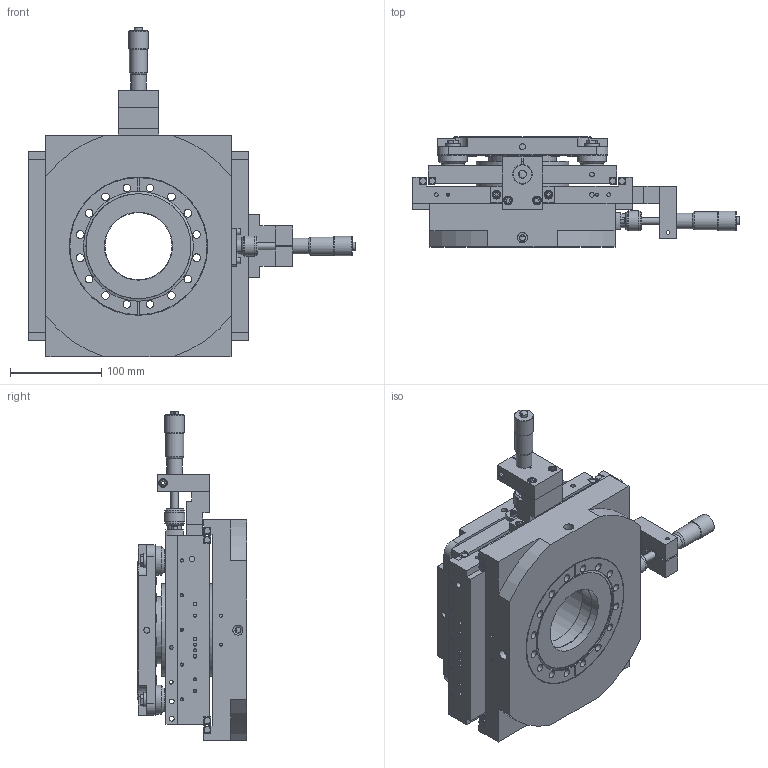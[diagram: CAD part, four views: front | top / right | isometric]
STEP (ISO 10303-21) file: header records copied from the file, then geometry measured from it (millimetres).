
FILE_DESCRIPTION (( 'STEP AP214' ), '1' );
FILE_NAME ('MC2000-1.3, BOTH TAPPED, SMALL METRIC MICSb.STEP', '2020-05-12T15:55:23', ( 'gstephens' ), ( 'Microsoft' ), 'SwSTEP 2.0', 'SolidWorks 2018', '' );
FILE_SCHEMA (( 'AUTOMOTIVE_DESIGN' ));
Length unit declared in the file: inch
Products named in the file (1): MC2000-1.3, BOTH TAPPED, SMALL METRIC MICSb
Bounding box: 358.85 x 120.68 x 361.33 mm (x, y, z)
Surface area: 525284.1 mm2 (no closed solid volume)
Topology: 0 solids, 109 shells, 902 faces, 2724 edges, 1913 vertices
Faces by surface type: plane 546, cylinder 257, cone 90, sphere 6, torus 3
Full cylindrical faces by diameter (mm): 1.854 x2, 3.2 x7, 3.454 x12, 4.039 x19, 4.648 x30, 5.105 x7, 6.528 x6, 6.579 x30, 6.858 x4, 7.925 x8, 8 x16, 8.001 x2, 8.433 x32, 8.636 x2, 9.525 x10, 11.112 x4, 11.43 x2, 12.7 x2, 13 x2, 15.24 x2, 15.875 x4, 17.145 x2, 19.888 x2, 21.412 x2, 21.59 x4, 22.225 x2, 25.4 x4, 31.75 x4, 73.711 x2, 74.625 x2
Entity records: 41336 total; most frequent: CARTESIAN_POINT 6141, DIRECTION 4917, ORIENTED_EDGE 3642, EDGE_CURVE 2343, VERTEX_POINT 1861, AXIS2_PLACEMENT_3D 1745, EDGE_LOOP 1624, LINE 1427
